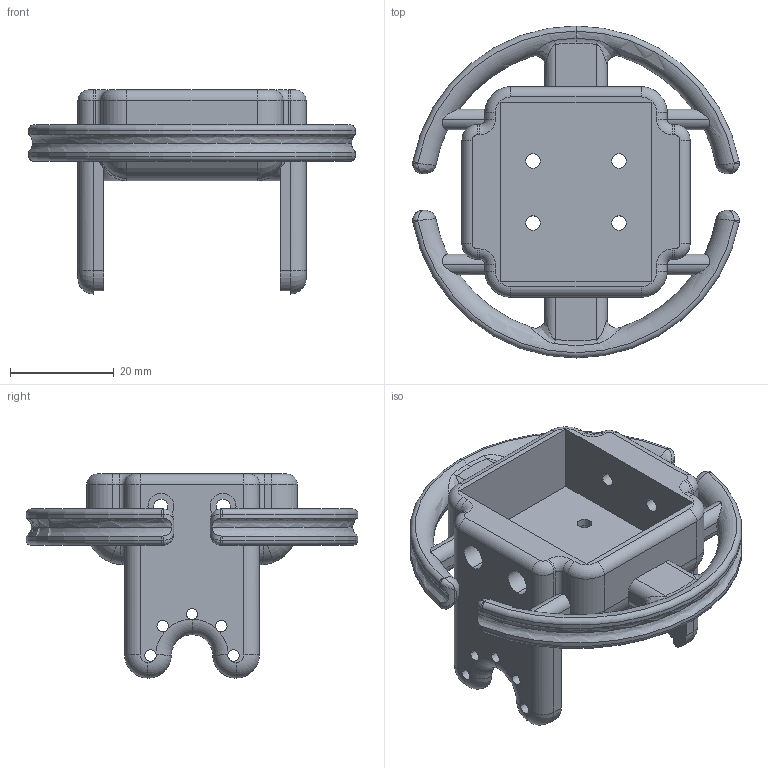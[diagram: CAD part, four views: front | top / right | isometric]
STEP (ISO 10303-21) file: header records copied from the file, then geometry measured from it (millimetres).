
FILE_DESCRIPTION (( 'STEP AP203' ), '1' );
FILE_NAME ('Leg_part_02_Yaw_Default_sldprt.STEP', '2020-01-29T04:40:02', ( '' ), ( '' ), 'SwSTEP 2.0', 'SolidWorks 2019', '' );
FILE_SCHEMA (( 'CONFIG_CONTROL_DESIGN' ));
Length unit declared in the file: millimetre
Products named in the file (1): Leg_part_02_Yaw_Default_sldprt
Bounding box: 62.98 x 64 x 39.36 mm (x, y, z)
Volume: 22715 mm3; surface area: 14075.5 mm2
Topology: 1 solids, 1 shells, 279 faces, 771 edges, 477 vertices
Faces by surface type: cylinder 131, plane 59, torus 53, bspline 36
Entity records: 11588 total; most frequent: CARTESIAN_POINT 4575, ORIENTED_EDGE 1526, DIRECTION 1425, EDGE_CURVE 763, AXIS2_PLACEMENT_3D 597, VERTEX_POINT 477, CIRCLE 353, EDGE_LOOP 314
